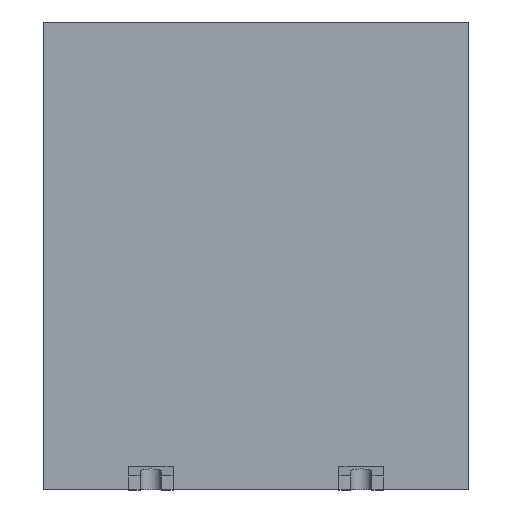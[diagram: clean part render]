
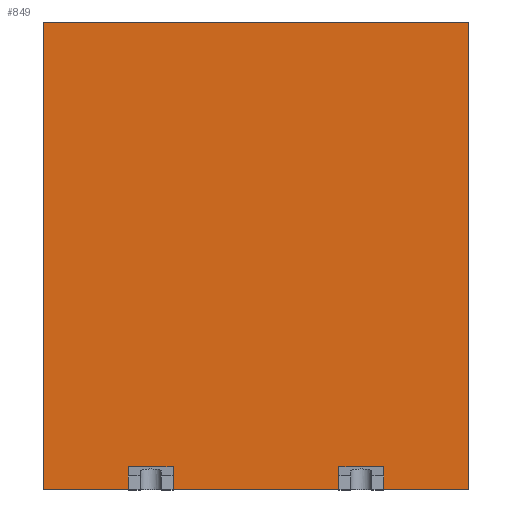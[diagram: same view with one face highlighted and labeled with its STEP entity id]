
A CAD part, top view. The second image highlights one B-rep face of the part: STEP entity #849.
In plain terms, the highlighted planar face has unit normal (0, 0, 1).
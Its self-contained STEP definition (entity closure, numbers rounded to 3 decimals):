
#719=CARTESIAN_POINT('',(-50.0,0.0,15.0));
#720=VERTEX_POINT('',#719);
#721=CARTESIAN_POINT('',(-50.0,110.,15.0));
#722=VERTEX_POINT('',#721);
#723=CARTESIAN_POINT('',(-50.0,0.0,15.0));
#724=DIRECTION('',(0.0,1.0,0.0));
#725=VECTOR('',#724,110.);
#726=LINE('',#723,#725);
#727=EDGE_CURVE('',#720,#722,#726,.T.);
#759=CARTESIAN_POINT('',(50.0,110.,15.0));
#760=VERTEX_POINT('',#759);
#761=CARTESIAN_POINT('',(-50.0,110.,15.0));
#762=DIRECTION('',(1.0,0.0,0.0));
#763=VECTOR('',#762,100.0);
#764=LINE('',#761,#763);
#765=EDGE_CURVE('',#722,#760,#764,.T.);
#790=CARTESIAN_POINT('',(50.0,0.0,15.0));
#791=VERTEX_POINT('',#790);
#792=CARTESIAN_POINT('',(50.,110.,15.0));
#793=DIRECTION('',(0.0,-1.0,0.0));
#794=VECTOR('',#793,110.);
#795=LINE('',#792,#794);
#796=EDGE_CURVE('',#760,#791,#795,.T.);
#821=CARTESIAN_POINT('',(50.0,0.0,15.0));
#822=DIRECTION('',(-1.0,0.0,0.0));
#823=VECTOR('',#822,100.0);
#824=LINE('',#821,#823);
#825=EDGE_CURVE('',#791,#720,#824,.T.);
#838=CARTESIAN_POINT('',(0.0,55.0,15.0));
#839=DIRECTION('',(0.0,0.0,1.0));
#840=DIRECTION('',(1.0,0.0,0.0));
#841=AXIS2_PLACEMENT_3D('',#838,#839,#840);
#842=PLANE('',#841);
#843=ORIENTED_EDGE('',*,*,#727,.F.);
#844=ORIENTED_EDGE('',*,*,#825,.F.);
#845=ORIENTED_EDGE('',*,*,#796,.F.);
#846=ORIENTED_EDGE('',*,*,#765,.F.);
#847=EDGE_LOOP('',(#843,#844,#845,#846));
#848=FACE_OUTER_BOUND('',#847,.T.);
#849=ADVANCED_FACE('',(#848),#842,.T.);
